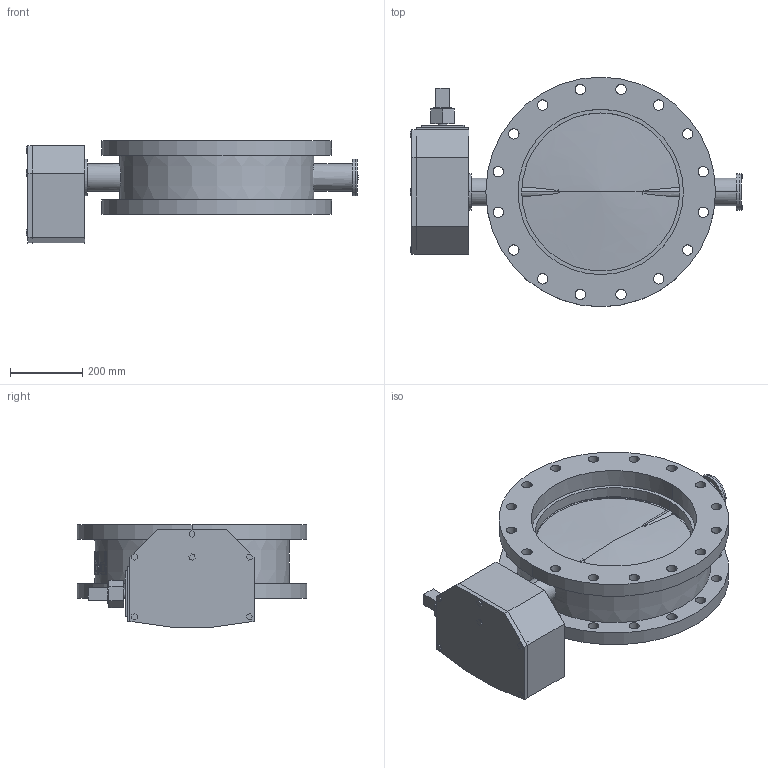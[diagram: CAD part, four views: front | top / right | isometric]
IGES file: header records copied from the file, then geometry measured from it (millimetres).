
Start section: SolidWorks IGES file using analytic representation for surfaces
Global section: file name: 150B-FL-18.IGS; native system: SolidWorks 2014; preprocessor: SolidWorks 2014; author: ekkiuser; date: 170426.134205; units: inch
Bounding box: 917.96 x 635 x 282.98 mm (x, y, z)
Volume: 40725794.6 mm3; surface area: 2729824.6 mm2
Topology: 17 solids, 17 shells, 395 faces, 961 edges, 624 vertices
Faces by surface type: revolution 196, plane 188, bspline 11
